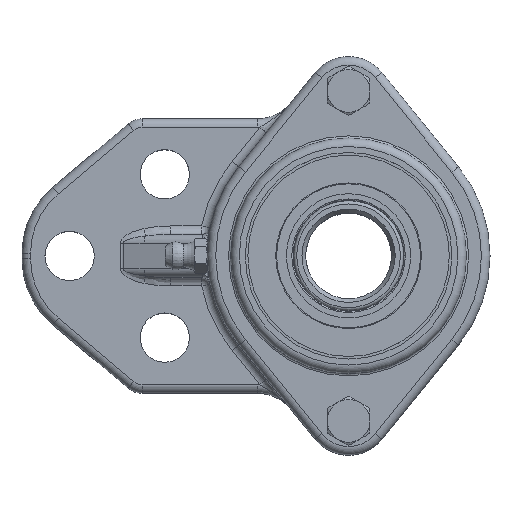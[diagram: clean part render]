
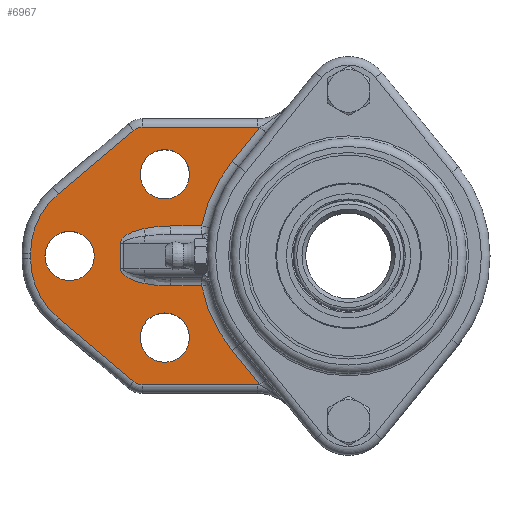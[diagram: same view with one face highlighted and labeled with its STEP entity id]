
A CAD part, top view. The second image highlights one B-rep face of the part: STEP entity #6967.
In plain terms, the highlighted planar face has unit normal (0, 0, 1).
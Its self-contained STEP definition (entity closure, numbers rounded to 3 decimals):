
#140=FACE_BOUND('',#1777,.T.);
#141=FACE_BOUND('',#1778,.T.);
#142=FACE_BOUND('',#1779,.T.);
#233=ELLIPSE('',#7420,11.695,4.);
#234=ELLIPSE('',#7421,11.695,4.);
#236=ELLIPSE('',#7429,11.695,4.);
#237=ELLIPSE('',#7430,11.695,4.);
#293=PLANE('',#7428);
#462=LINE('',#10729,#854);
#465=LINE('',#10870,#857);
#472=LINE('',#10945,#864);
#473=LINE('',#10951,#865);
#474=LINE('',#10955,#866);
#475=LINE('',#10959,#867);
#476=LINE('',#10963,#868);
#477=LINE('',#10967,#869);
#478=LINE('',#10971,#870);
#479=LINE('',#10974,#871);
#854=VECTOR('',#8368,10.);
#857=VECTOR('',#8379,10.);
#864=VECTOR('',#8410,10.);
#865=VECTOR('',#8415,10.);
#866=VECTOR('',#8418,10.);
#867=VECTOR('',#8421,10.);
#868=VECTOR('',#8424,10.);
#869=VECTOR('',#8427,10.);
#870=VECTOR('',#8430,10.);
#871=VECTOR('',#8433,10.);
#1377=FACE_OUTER_BOUND('',#1776,.T.);
#1776=EDGE_LOOP('',(#4632,#4633,#4634,#4635,#4636,#4637,#4638,#4639,#4640,
#4641,#4642,#4643,#4644,#4645,#4646,#4647,#4648,#4649,#4650,#4651,#4652,
#4653));
#1777=EDGE_LOOP('',(#4654,#4655));
#1778=EDGE_LOOP('',(#4656,#4657));
#1779=EDGE_LOOP('',(#4658,#4659));
#2320=CIRCLE('',#7410,35.);
#2326=CIRCLE('',#7425,12.);
#2329=CIRCLE('',#7431,35.);
#2330=CIRCLE('',#7432,12.);
#2331=CIRCLE('',#7433,3.);
#2332=CIRCLE('',#7434,18.);
#2333=CIRCLE('',#7435,18.);
#2334=CIRCLE('',#7436,3.);
#2335=CIRCLE('',#7437,5.75);
#2336=CIRCLE('',#7438,5.75);
#2337=CIRCLE('',#7439,5.75);
#2338=CIRCLE('',#7440,5.75);
#2339=CIRCLE('',#7441,5.75);
#2340=CIRCLE('',#7442,5.75);
#2841=VERTEX_POINT('',#10712);
#2844=VERTEX_POINT('',#10719);
#2846=VERTEX_POINT('',#10725);
#2854=VERTEX_POINT('',#10868);
#2855=VERTEX_POINT('',#10897);
#2858=VERTEX_POINT('',#10902);
#2863=VERTEX_POINT('',#10938);
#2865=VERTEX_POINT('',#10944);
#2866=VERTEX_POINT('',#10946);
#2867=VERTEX_POINT('',#10948);
#2868=VERTEX_POINT('',#10950);
#2869=VERTEX_POINT('',#10952);
#2870=VERTEX_POINT('',#10954);
#2871=VERTEX_POINT('',#10956);
#2872=VERTEX_POINT('',#10958);
#2873=VERTEX_POINT('',#10960);
#2874=VERTEX_POINT('',#10962);
#2875=VERTEX_POINT('',#10964);
#2876=VERTEX_POINT('',#10966);
#2877=VERTEX_POINT('',#10968);
#2878=VERTEX_POINT('',#10970);
#2879=VERTEX_POINT('',#10972);
#2880=VERTEX_POINT('',#10975);
#2881=VERTEX_POINT('',#10976);
#2882=VERTEX_POINT('',#10979);
#2883=VERTEX_POINT('',#10980);
#2884=VERTEX_POINT('',#10983);
#2885=VERTEX_POINT('',#10984);
#3558=EDGE_CURVE('',#2841,#2844,#2320,.T.);
#3561=EDGE_CURVE('',#2844,#2846,#462,.T.);
#3571=EDGE_CURVE('',#2854,#2841,#465,.T.);
#3576=EDGE_CURVE('',#2858,#2855,#233,.T.);
#3577=EDGE_CURVE('',#2855,#2854,#234,.T.);
#3584=EDGE_CURVE('',#2846,#2863,#2326,.T.);
#3587=EDGE_CURVE('',#2865,#2858,#472,.T.);
#3588=EDGE_CURVE('',#2866,#2865,#236,.T.);
#3589=EDGE_CURVE('',#2867,#2866,#237,.T.);
#3590=EDGE_CURVE('',#2868,#2867,#473,.T.);
#3591=EDGE_CURVE('',#2869,#2868,#2329,.T.);
#3592=EDGE_CURVE('',#2870,#2869,#474,.T.);
#3593=EDGE_CURVE('',#2871,#2870,#2330,.T.);
#3594=EDGE_CURVE('',#2872,#2871,#475,.T.);
#3595=EDGE_CURVE('',#2873,#2872,#2331,.T.);
#3596=EDGE_CURVE('',#2874,#2873,#476,.T.);
#3597=EDGE_CURVE('',#2875,#2874,#2332,.T.);
#3598=EDGE_CURVE('',#2876,#2875,#477,.T.);
#3599=EDGE_CURVE('',#2877,#2876,#2333,.T.);
#3600=EDGE_CURVE('',#2878,#2877,#478,.T.);
#3601=EDGE_CURVE('',#2879,#2878,#2334,.T.);
#3602=EDGE_CURVE('',#2863,#2879,#479,.T.);
#3603=EDGE_CURVE('',#2880,#2881,#2335,.T.);
#3604=EDGE_CURVE('',#2881,#2880,#2336,.T.);
#3605=EDGE_CURVE('',#2882,#2883,#2337,.T.);
#3606=EDGE_CURVE('',#2883,#2882,#2338,.T.);
#3607=EDGE_CURVE('',#2884,#2885,#2339,.T.);
#3608=EDGE_CURVE('',#2885,#2884,#2340,.T.);
#4632=ORIENTED_EDGE('',*,*,#3561,.F.);
#4633=ORIENTED_EDGE('',*,*,#3558,.F.);
#4634=ORIENTED_EDGE('',*,*,#3571,.F.);
#4635=ORIENTED_EDGE('',*,*,#3577,.F.);
#4636=ORIENTED_EDGE('',*,*,#3576,.F.);
#4637=ORIENTED_EDGE('',*,*,#3587,.F.);
#4638=ORIENTED_EDGE('',*,*,#3588,.F.);
#4639=ORIENTED_EDGE('',*,*,#3589,.F.);
#4640=ORIENTED_EDGE('',*,*,#3590,.F.);
#4641=ORIENTED_EDGE('',*,*,#3591,.F.);
#4642=ORIENTED_EDGE('',*,*,#3592,.F.);
#4643=ORIENTED_EDGE('',*,*,#3593,.F.);
#4644=ORIENTED_EDGE('',*,*,#3594,.F.);
#4645=ORIENTED_EDGE('',*,*,#3595,.F.);
#4646=ORIENTED_EDGE('',*,*,#3596,.F.);
#4647=ORIENTED_EDGE('',*,*,#3597,.F.);
#4648=ORIENTED_EDGE('',*,*,#3598,.F.);
#4649=ORIENTED_EDGE('',*,*,#3599,.F.);
#4650=ORIENTED_EDGE('',*,*,#3600,.F.);
#4651=ORIENTED_EDGE('',*,*,#3601,.F.);
#4652=ORIENTED_EDGE('',*,*,#3602,.F.);
#4653=ORIENTED_EDGE('',*,*,#3584,.F.);
#4654=ORIENTED_EDGE('',*,*,#3603,.T.);
#4655=ORIENTED_EDGE('',*,*,#3604,.T.);
#4656=ORIENTED_EDGE('',*,*,#3605,.T.);
#4657=ORIENTED_EDGE('',*,*,#3606,.T.);
#4658=ORIENTED_EDGE('',*,*,#3607,.T.);
#4659=ORIENTED_EDGE('',*,*,#3608,.T.);
#6967=ADVANCED_FACE('',(#1377,#140,#141,#142),#293,.T.);
#7410=AXIS2_PLACEMENT_3D('',#10723,#8361,#8362);
#7420=AXIS2_PLACEMENT_3D('',#10904,#8387,#8388);
#7421=AXIS2_PLACEMENT_3D('',#10925,#8389,#8390);
#7425=AXIS2_PLACEMENT_3D('',#10939,#8402,#8403);
#7428=AXIS2_PLACEMENT_3D('',#10943,#8408,#8409);
#7429=AXIS2_PLACEMENT_3D('',#10947,#8411,#8412);
#7430=AXIS2_PLACEMENT_3D('',#10949,#8413,#8414);
#7431=AXIS2_PLACEMENT_3D('',#10953,#8416,#8417);
#7432=AXIS2_PLACEMENT_3D('',#10957,#8419,#8420);
#7433=AXIS2_PLACEMENT_3D('',#10961,#8422,#8423);
#7434=AXIS2_PLACEMENT_3D('',#10965,#8425,#8426);
#7435=AXIS2_PLACEMENT_3D('',#10969,#8428,#8429);
#7436=AXIS2_PLACEMENT_3D('',#10973,#8431,#8432);
#7437=AXIS2_PLACEMENT_3D('',#10977,#8434,#8435);
#7438=AXIS2_PLACEMENT_3D('',#10978,#8436,#8437);
#7439=AXIS2_PLACEMENT_3D('',#10981,#8438,#8439);
#7440=AXIS2_PLACEMENT_3D('',#10982,#8440,#8441);
#7441=AXIS2_PLACEMENT_3D('',#10985,#8442,#8443);
#7442=AXIS2_PLACEMENT_3D('',#10986,#8444,#8445);
#8361=DIRECTION('center_axis',(0.,0.,1.));
#8362=DIRECTION('ref_axis',(-0.914,-0.405,0.));
#8368=DIRECTION('',(0.63,-0.776,0.));
#8379=DIRECTION('',(1.,0.,0.));
#8387=DIRECTION('center_axis',(0.,0.,1.));
#8388=DIRECTION('ref_axis',(-1.,0.,0.));
#8389=DIRECTION('center_axis',(0.,0.,1.));
#8390=DIRECTION('ref_axis',(-1.,0.,0.));
#8402=DIRECTION('center_axis',(0.,0.,1.));
#8403=DIRECTION('ref_axis',(0.43,0.903,0.));
#8408=DIRECTION('center_axis',(0.,0.,1.));
#8409=DIRECTION('ref_axis',(1.,0.,0.));
#8410=DIRECTION('',(0.,-1.,0.));
#8411=DIRECTION('center_axis',(0.,0.,1.));
#8412=DIRECTION('ref_axis',(-1.,0.,0.));
#8413=DIRECTION('center_axis',(0.,0.,1.));
#8414=DIRECTION('ref_axis',(-1.,0.,0.));
#8415=DIRECTION('',(-1.,0.,0.));
#8416=DIRECTION('center_axis',(0.,0.,1.));
#8417=DIRECTION('ref_axis',(-0.914,0.405,0.));
#8418=DIRECTION('',(-0.63,-0.776,0.));
#8419=DIRECTION('center_axis',(0.,0.,1.));
#8420=DIRECTION('ref_axis',(0.43,-0.903,0.));
#8421=DIRECTION('',(1.,0.,0.));
#8422=DIRECTION('center_axis',(0.,0.,-1.));
#8423=DIRECTION('ref_axis',(-0.342,0.94,0.));
#8424=DIRECTION('',(0.766,0.643,0.));
#8425=DIRECTION('center_axis',(0.,0.,-1.));
#8426=DIRECTION('ref_axis',(-0.906,0.423,0.));
#8427=DIRECTION('',(0.,1.,0.));
#8428=DIRECTION('center_axis',(0.,0.,-1.));
#8429=DIRECTION('ref_axis',(-0.906,-0.423,0.));
#8430=DIRECTION('',(-0.766,0.643,0.));
#8431=DIRECTION('center_axis',(0.,0.,-1.));
#8432=DIRECTION('ref_axis',(-0.342,-0.94,0.));
#8433=DIRECTION('',(-1.,0.,0.));
#8434=DIRECTION('center_axis',(0.,0.,-1.));
#8435=DIRECTION('ref_axis',(1.,0.,0.));
#8436=DIRECTION('center_axis',(0.,0.,-1.));
#8437=DIRECTION('ref_axis',(1.,0.,0.));
#8438=DIRECTION('center_axis',(0.,0.,-1.));
#8439=DIRECTION('ref_axis',(1.,0.,0.));
#8440=DIRECTION('center_axis',(0.,0.,-1.));
#8441=DIRECTION('ref_axis',(1.,0.,0.));
#8442=DIRECTION('center_axis',(0.,0.,-1.));
#8443=DIRECTION('ref_axis',(1.,0.,0.));
#8444=DIRECTION('center_axis',(0.,0.,-1.));
#8445=DIRECTION('ref_axis',(1.,0.,0.));
#10712=CARTESIAN_POINT('',(-34.293,-7.,22.5));
#10719=CARTESIAN_POINT('',(-27.177,-22.055,22.5));
#10723=CARTESIAN_POINT('Origin',(0.,0.,
22.5));
#10725=CARTESIAN_POINT('',(-20.718,-30.014,22.5));
#10729=CARTESIAN_POINT('',(-36.018,-11.16,22.5));
#10868=CARTESIAN_POINT('',(-41.516,-7.,22.5));
#10870=CARTESIAN_POINT('',(-42.811,-7.,22.5));
#10897=CARTESIAN_POINT('',(-47.739,-6.387,22.5));
#10902=CARTESIAN_POINT('',(-53.211,-3.,22.5));
#10904=CARTESIAN_POINT('Origin',(-41.516,-3.,22.5));
#10925=CARTESIAN_POINT('Origin',(-41.516,-3.,22.5));
#10938=CARTESIAN_POINT('',(-21.294,-30.,22.5));
#10939=CARTESIAN_POINT('Origin',(-21.294,-42.,22.5));
#10943=CARTESIAN_POINT('Origin',(-44.531,0.,
22.5));
#10944=CARTESIAN_POINT('',(-53.211,3.,22.5));
#10945=CARTESIAN_POINT('',(-53.211,0.,22.5));
#10946=CARTESIAN_POINT('',(-47.739,6.387,22.5));
#10947=CARTESIAN_POINT('Origin',(-41.516,3.,22.5));
#10948=CARTESIAN_POINT('',(-41.516,7.,22.5));
#10949=CARTESIAN_POINT('Origin',(-41.516,3.,22.5));
#10950=CARTESIAN_POINT('',(-34.293,7.,22.5));
#10951=CARTESIAN_POINT('',(-42.811,7.,22.5));
#10952=CARTESIAN_POINT('',(-27.177,22.055,22.5));
#10953=CARTESIAN_POINT('Origin',(0.,0.,
22.5));
#10954=CARTESIAN_POINT('',(-20.718,30.014,22.5));
#10955=CARTESIAN_POINT('',(-27.088,22.164,22.5));
#10956=CARTESIAN_POINT('',(-21.294,30.,22.5));
#10957=CARTESIAN_POINT('Origin',(-21.294,42.,22.5));
#10958=CARTESIAN_POINT('',(-48.18,30.,22.5));
#10959=CARTESIAN_POINT('',(-30.531,30.,22.5));
#10960=CARTESIAN_POINT('',(-50.109,29.298,22.5));
#10961=CARTESIAN_POINT('Origin',(-48.18,27.,22.5));
#10962=CARTESIAN_POINT('',(-67.77,14.478,22.5));
#10963=CARTESIAN_POINT('',(-54.988,25.203,22.5));
#10964=CARTESIAN_POINT('',(-74.2,0.689,22.5));
#10965=CARTESIAN_POINT('Origin',(-56.2,0.689,22.5));
#10966=CARTESIAN_POINT('',(-74.2,-0.689,22.5));
#10967=CARTESIAN_POINT('',(-74.2,5.008,22.5));
#10968=CARTESIAN_POINT('',(-67.77,-14.478,22.5));
#10969=CARTESIAN_POINT('Origin',(-56.2,-0.689,22.5));
#10970=CARTESIAN_POINT('',(-50.109,-29.298,22.5));
#10971=CARTESIAN_POINT('',(-68.088,-14.211,22.5));
#10972=CARTESIAN_POINT('',(-48.18,-30.,22.5));
#10973=CARTESIAN_POINT('Origin',(-48.18,-27.,22.5));
#10974=CARTESIAN_POINT('',(-47.266,-30.,22.5));
#10975=CARTESIAN_POINT('',(-59.35,0.,22.5));
#10976=CARTESIAN_POINT('',(-70.85,0.,22.5));
#10977=CARTESIAN_POINT('Origin',(-65.1,0.,
22.5));
#10978=CARTESIAN_POINT('Origin',(-65.1,0.,
22.5));
#10979=CARTESIAN_POINT('',(-37.15,19.05,22.5));
#10980=CARTESIAN_POINT('',(-48.65,19.05,22.5));
#10981=CARTESIAN_POINT('Origin',(-42.9,19.05,22.5));
#10982=CARTESIAN_POINT('Origin',(-42.9,19.05,22.5));
#10983=CARTESIAN_POINT('',(-37.15,-19.05,22.5));
#10984=CARTESIAN_POINT('',(-48.65,-19.05,22.5));
#10985=CARTESIAN_POINT('Origin',(-42.9,-19.05,22.5));
#10986=CARTESIAN_POINT('Origin',(-42.9,-19.05,22.5));
